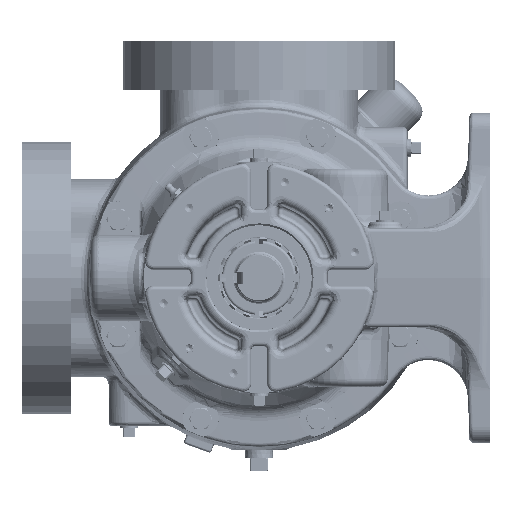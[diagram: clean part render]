
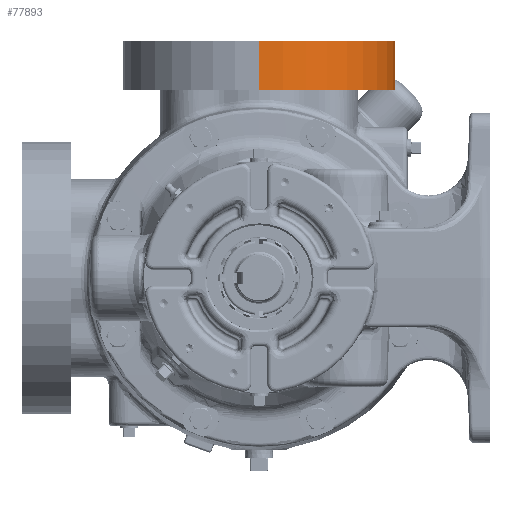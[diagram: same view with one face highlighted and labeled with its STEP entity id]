
A CAD part, left-side view. The second image highlights one B-rep face of the part: STEP entity #77893.
In plain terms, the highlighted cylindrical face has radius 104.775 mm (diameter 209.55 mm), a partial arc.
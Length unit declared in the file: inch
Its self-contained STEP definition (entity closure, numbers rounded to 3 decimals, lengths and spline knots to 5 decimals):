
#764 = VERTEX_POINT ( 'NONE', #57986 ) ;
#11004 = CARTESIAN_POINT ( 'NONE',  ( -0.78, 0., 4.71826 ) ) ;
#11750 = ORIENTED_EDGE ( 'NONE', *, *, #83532, .F. ) ;
#14400 = DIRECTION ( 'NONE',  ( 0., 0., -1. ) ) ;
#33595 = VECTOR ( 'NONE', #149840, 39.37008 ) ;
#34258 = CARTESIAN_POINT ( 'NONE',  ( 3.345, 0., 5.6875 ) ) ;
#35572 = CARTESIAN_POINT ( 'NONE',  ( 3.345, 0., 4.71826 ) ) ;
#35812 = CARTESIAN_POINT ( 'NONE',  ( 7.47, 0., 5.6875 ) ) ;
#43792 = VECTOR ( 'NONE', #250291, 39.37008 ) ;
#51740 = CARTESIAN_POINT ( 'NONE',  ( -0.78, 0., 5.6875 ) ) ;
#56662 = FACE_OUTER_BOUND ( 'NONE', #159635, .T. ) ;
#57986 = CARTESIAN_POINT ( 'NONE',  ( -0.78, 0., 7.1875 ) ) ;
#66221 = CARTESIAN_POINT ( 'NONE',  ( 3.345, 0., 7.1875 ) ) ;
#70315 = CIRCLE ( 'NONE', #260125, 4.125 ) ;
#72051 = EDGE_CURVE ( 'NONE', #75936, #214397, #99693, .T. ) ;
#72739 = EDGE_CURVE ( 'NONE', #122305, #764, #70315, .T. ) ;
#75193 = DIRECTION ( 'NONE',  ( 0., 0., -1. ) ) ;
#75936 = VERTEX_POINT ( 'NONE', #35812 ) ;
#77893 = ADVANCED_FACE ( 'Defeatured_0_4964', ( #56662 ), #95013, .T. ) ;
#83532 = EDGE_CURVE ( 'NONE', #122305, #75936, #246381, .T. ) ;
#95013 = CYLINDRICAL_SURFACE ( 'NONE', #200346, 4.125 ) ;
#99693 = CIRCLE ( 'NONE', #251815, 4.125 ) ;
#111014 = ORIENTED_EDGE ( 'NONE', *, *, #239767, .T. ) ;
#114822 = DIRECTION ( 'NONE',  ( -1., 0., 0. ) ) ;
#122305 = VERTEX_POINT ( 'NONE', #208536 ) ;
#139530 = ORIENTED_EDGE ( 'NONE', *, *, #72051, .F. ) ;
#146845 = DIRECTION ( 'NONE',  ( 0., 0., -1. ) ) ;
#149840 = DIRECTION ( 'NONE',  ( 0., 0., -1. ) ) ;
#159635 = EDGE_LOOP ( 'NONE', ( #11750, #176216, #111014, #139530 ) ) ;
#165768 = CARTESIAN_POINT ( 'NONE',  ( 7.47, 0., 4.71826 ) ) ;
#169689 = LINE ( 'NONE', #11004, #43792 ) ;
#176216 = ORIENTED_EDGE ( 'NONE', *, *, #72739, .T. ) ;
#200346 = AXIS2_PLACEMENT_3D ( 'NONE', #35572, #14400, #216610 ) ;
#208536 = CARTESIAN_POINT ( 'NONE',  ( 7.47, 0., 7.1875 ) ) ;
#214397 = VERTEX_POINT ( 'NONE', #51740 ) ;
#216610 = DIRECTION ( 'NONE',  ( -1., 0., 0. ) ) ;
#227473 = DIRECTION ( 'NONE',  ( -1., 0., 0. ) ) ;
#239767 = EDGE_CURVE ( 'NONE', #764, #214397, #169689, .T. ) ;
#246381 = LINE ( 'NONE', #165768, #33595 ) ;
#250291 = DIRECTION ( 'NONE',  ( 0., 0., -1. ) ) ;
#251815 = AXIS2_PLACEMENT_3D ( 'NONE', #34258, #75193, #114822 ) ;
#260125 = AXIS2_PLACEMENT_3D ( 'NONE', #66221, #146845, #227473 ) ;
